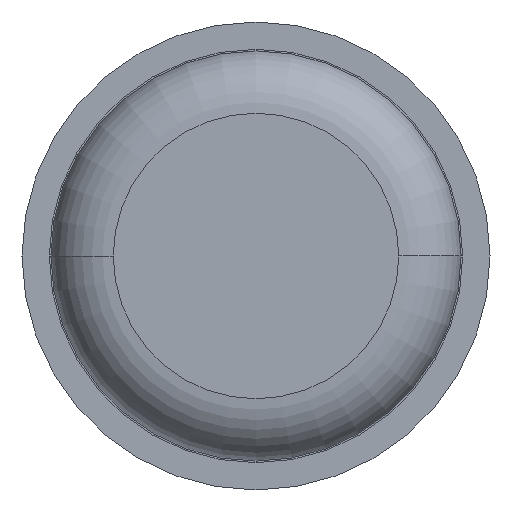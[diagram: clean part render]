
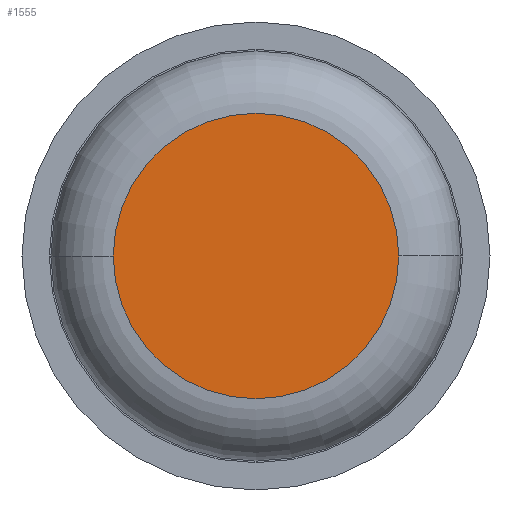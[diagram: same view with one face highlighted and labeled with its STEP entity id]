
A CAD part, front view. The second image highlights one B-rep face of the part: STEP entity #1555.
In plain terms, the highlighted planar face has unit normal (0, -1, 0).
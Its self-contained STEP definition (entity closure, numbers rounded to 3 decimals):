
#238 = AXIS2_PLACEMENT_3D ( 'NONE', #1910, #2588, #757 ) ;
#310 = DIRECTION ( 'NONE',  ( -1., 0., 0. ) ) ;
#352 = DIRECTION ( 'NONE',  ( 0., -1., 0. ) ) ;
#416 = VERTEX_POINT ( 'NONE', #2021 ) ;
#550 = AXIS2_PLACEMENT_3D ( 'NONE', #3115, #2731, #900 ) ;
#551 = CIRCLE ( 'NONE', #4700, 0.915 ) ;
#757 = DIRECTION ( 'NONE',  ( -1., 0., 0. ) ) ;
#900 = DIRECTION ( 'NONE',  ( -1., 0., 0. ) ) ;
#1044 = ORIENTED_EDGE ( 'NONE', *, *, #2354, .T. ) ;
#1046 = CARTESIAN_POINT ( 'NONE',  ( 0., 0., 0. ) ) ;
#1555 = ADVANCED_FACE ( 'Defeature ausgef�hrt1_6', ( #3685 ), #1630, .F. ) ;
#1630 = PLANE ( 'NONE',  #550 ) ;
#1910 = CARTESIAN_POINT ( 'NONE',  ( 0., 0., 0. ) ) ;
#1993 = CIRCLE ( 'NONE', #238, 0.915 ) ;
#2021 = CARTESIAN_POINT ( 'NONE',  ( 0.915, 0., 0. ) ) ;
#2354 = EDGE_CURVE ( 'Defeature ausgef�hrt1_6+Defeature ausgef�hrt1_7+Defeature ausgef�hrt1_7+Defeature ausgef�hrt1_7', #416, #4160, #551, .T. ) ;
#2493 = EDGE_CURVE ( 'Defeature ausgef�hrt1_6+Defeature ausgef�hrt1_7+Defeature ausgef�hrt1_7+Defeature ausgef�hrt1_7', #4160, #416, #1993, .T. ) ;
#2588 = DIRECTION ( 'NONE',  ( 0., -1., 0. ) ) ;
#2731 = DIRECTION ( 'NONE',  ( 0., 1., 0. ) ) ;
#3015 = CARTESIAN_POINT ( 'NONE',  ( -0.915, 0., 0. ) ) ;
#3115 = CARTESIAN_POINT ( 'NONE',  ( 0., 0., 0. ) ) ;
#3414 = ORIENTED_EDGE ( 'NONE', *, *, #2493, .T. ) ;
#3685 = FACE_OUTER_BOUND ( 'NONE', #4322, .T. ) ;
#4160 = VERTEX_POINT ( 'NONE', #3015 ) ;
#4322 = EDGE_LOOP ( 'NONE', ( #3414, #1044 ) ) ;
#4700 = AXIS2_PLACEMENT_3D ( 'NONE', #1046, #352, #310 ) ;
